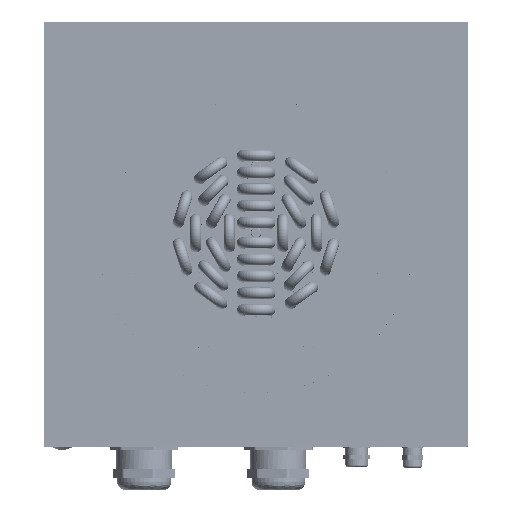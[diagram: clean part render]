
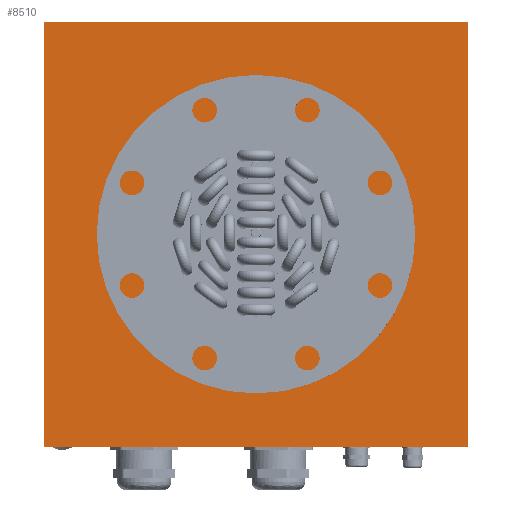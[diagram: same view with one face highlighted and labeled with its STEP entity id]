
A CAD part, top view. The second image highlights one B-rep face of the part: STEP entity #8510.
In plain terms, the highlighted face is planar.
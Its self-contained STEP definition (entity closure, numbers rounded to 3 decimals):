
#3071 = CARTESIAN_POINT ( 'NONE',  ( 188., -190., -4. ) ) ;
#3903 = DIRECTION ( 'NONE',  ( 0., -1., 0. ) ) ;
#5945 = VERTEX_POINT ( 'NONE', #34745 ) ;
#7698 = VERTEX_POINT ( 'NONE', #3071 ) ;
#8510 = ADVANCED_FACE ( 'NONE', ( #75380, #114944 ), #121899, .T. ) ;
#9976 = CIRCLE ( 'NONE', #38033, 2. ) ;
#12111 = CARTESIAN_POINT ( 'NONE',  ( 188., 190., -4. ) ) ;
#12276 = VECTOR ( 'NONE', #54641, 1000. ) ;
#12479 = ORIENTED_EDGE ( 'NONE', *, *, #36232, .F. ) ;
#12657 = LINE ( 'NONE', #108063, #30122 ) ;
#13468 = VERTEX_POINT ( 'NONE', #107013 ) ;
#17038 = CARTESIAN_POINT ( 'NONE',  ( -188., -190., -4. ) ) ;
#20227 = CARTESIAN_POINT ( 'NONE',  ( 190., 188., -4. ) ) ;
#20598 = EDGE_LOOP ( 'NONE', ( #26552, #66999 ) ) ;
#22414 = AXIS2_PLACEMENT_3D ( 'NONE', #72367, #120052, #54729 ) ;
#25275 = CIRCLE ( 'NONE', #91337, 85.15 ) ;
#26552 = ORIENTED_EDGE ( 'NONE', *, *, #63594, .T. ) ;
#26832 = DIRECTION ( 'NONE',  ( 1., 0., 0. ) ) ;
#27704 = EDGE_CURVE ( 'NONE', #33795, #70117, #9976, .T. ) ;
#29682 = ORIENTED_EDGE ( 'NONE', *, *, #27704, .F. ) ;
#30122 = VECTOR ( 'NONE', #3903, 1000. ) ;
#32314 = ORIENTED_EDGE ( 'NONE', *, *, #73856, .F. ) ;
#33795 = VERTEX_POINT ( 'NONE', #113931 ) ;
#34745 = CARTESIAN_POINT ( 'NONE',  ( -190., -188., -4. ) ) ;
#35405 = VERTEX_POINT ( 'NONE', #85281 ) ;
#35474 = VERTEX_POINT ( 'NONE', #90119 ) ;
#36232 = EDGE_CURVE ( 'NONE', #70117, #5945, #12657, .T. ) ;
#37822 = DIRECTION ( 'NONE',  ( 0., 0., 1. ) ) ;
#38033 = AXIS2_PLACEMENT_3D ( 'NONE', #97595, #118304, #71211 ) ;
#38414 = LINE ( 'NONE', #20227, #84178 ) ;
#41511 = VERTEX_POINT ( 'NONE', #12111 ) ;
#42416 = CIRCLE ( 'NONE', #22414, 2. ) ;
#44991 = ORIENTED_EDGE ( 'NONE', *, *, #80929, .F. ) ;
#47506 = CARTESIAN_POINT ( 'NONE',  ( -188., 190., -4. ) ) ;
#47762 = EDGE_CURVE ( 'NONE', #41511, #33795, #65103, .T. ) ;
#49612 = DIRECTION ( 'NONE',  ( 0., 1., 0. ) ) ;
#53422 = EDGE_CURVE ( 'NONE', #35405, #7698, #110576, .T. ) ;
#54641 = DIRECTION ( 'NONE',  ( 1., 0., 0. ) ) ;
#54729 = DIRECTION ( 'NONE',  ( 1., 0., 0. ) ) ;
#56585 = CARTESIAN_POINT ( 'NONE',  ( 188., 188., -4. ) ) ;
#57779 = CARTESIAN_POINT ( 'NONE',  ( 0., 0., -4. ) ) ;
#59630 = DIRECTION ( 'NONE',  ( 0., 0., 1. ) ) ;
#62151 = EDGE_CURVE ( 'NONE', #5945, #35405, #72471, .T. ) ;
#62597 = DIRECTION ( 'NONE',  ( 0., 0., 1. ) ) ;
#63594 = EDGE_CURVE ( 'NONE', #84851, #35474, #86747, .T. ) ;
#65103 = LINE ( 'NONE', #47506, #109246 ) ;
#66333 = EDGE_CURVE ( 'NONE', #35474, #84851, #25275, .T. ) ;
#66434 = AXIS2_PLACEMENT_3D ( 'NONE', #72900, #73517, #123075 ) ;
#66999 = ORIENTED_EDGE ( 'NONE', *, *, #66333, .T. ) ;
#70117 = VERTEX_POINT ( 'NONE', #100262 ) ;
#71211 = DIRECTION ( 'NONE',  ( 1., 0., 0. ) ) ;
#72367 = CARTESIAN_POINT ( 'NONE',  ( 188., -188., -4. ) ) ;
#72471 = CIRCLE ( 'NONE', #66434, 2. ) ;
#72900 = CARTESIAN_POINT ( 'NONE',  ( -188., -188., -4. ) ) ;
#73517 = DIRECTION ( 'NONE',  ( 0., 0., 1. ) ) ;
#73577 = AXIS2_PLACEMENT_3D ( 'NONE', #123757, #37822, #106791 ) ;
#73856 = EDGE_CURVE ( 'NONE', #7698, #111778, #42416, .T. ) ;
#73929 = DIRECTION ( 'NONE',  ( -1., 0., 0. ) ) ;
#74075 = AXIS2_PLACEMENT_3D ( 'NONE', #56585, #103695, #113707 ) ;
#74459 = CARTESIAN_POINT ( 'NONE',  ( 0., 0., -4. ) ) ;
#75380 = FACE_BOUND ( 'NONE', #20598, .T. ) ;
#78387 = EDGE_CURVE ( 'NONE', #13468, #41511, #105663, .T. ) ;
#80929 = EDGE_CURVE ( 'NONE', #111778, #13468, #38414, .T. ) ;
#84178 = VECTOR ( 'NONE', #49612, 1000. ) ;
#84851 = VERTEX_POINT ( 'NONE', #120652 ) ;
#85281 = CARTESIAN_POINT ( 'NONE',  ( -188., -190., -4. ) ) ;
#86127 = EDGE_LOOP ( 'NONE', ( #94465, #44991, #32314, #111490, #100184, #12479, #29682, #104770 ) ) ;
#86747 = CIRCLE ( 'NONE', #102805, 85.15 ) ;
#90119 = CARTESIAN_POINT ( 'NONE',  ( -85.15, 0., -4. ) ) ;
#91337 = AXIS2_PLACEMENT_3D ( 'NONE', #57779, #59630, #115504 ) ;
#94465 = ORIENTED_EDGE ( 'NONE', *, *, #78387, .F. ) ;
#97595 = CARTESIAN_POINT ( 'NONE',  ( -188., 188., -4. ) ) ;
#100184 = ORIENTED_EDGE ( 'NONE', *, *, #62151, .F. ) ;
#100262 = CARTESIAN_POINT ( 'NONE',  ( -190., 188., -4. ) ) ;
#102805 = AXIS2_PLACEMENT_3D ( 'NONE', #74459, #62597, #26832 ) ;
#103695 = DIRECTION ( 'NONE',  ( 0., 0., -1. ) ) ;
#104770 = ORIENTED_EDGE ( 'NONE', *, *, #47762, .F. ) ;
#105663 = CIRCLE ( 'NONE', #73577, 2. ) ;
#106791 = DIRECTION ( 'NONE',  ( -1., 0., 0. ) ) ;
#107013 = CARTESIAN_POINT ( 'NONE',  ( 190., 188., -4. ) ) ;
#108063 = CARTESIAN_POINT ( 'NONE',  ( -190., 188., -4. ) ) ;
#108769 = CARTESIAN_POINT ( 'NONE',  ( 190., -188., -4. ) ) ;
#109246 = VECTOR ( 'NONE', #73929, 1000. ) ;
#110576 = LINE ( 'NONE', #17038, #12276 ) ;
#111490 = ORIENTED_EDGE ( 'NONE', *, *, #53422, .F. ) ;
#111778 = VERTEX_POINT ( 'NONE', #108769 ) ;
#113707 = DIRECTION ( 'NONE',  ( -1., 0., 0. ) ) ;
#113931 = CARTESIAN_POINT ( 'NONE',  ( -188., 190., -4. ) ) ;
#114944 = FACE_OUTER_BOUND ( 'NONE', #86127, .T. ) ;
#115504 = DIRECTION ( 'NONE',  ( 1., 0., 0. ) ) ;
#118304 = DIRECTION ( 'NONE',  ( 0., 0., 1. ) ) ;
#120052 = DIRECTION ( 'NONE',  ( 0., 0., 1. ) ) ;
#120652 = CARTESIAN_POINT ( 'NONE',  ( 85.15, 0., -4. ) ) ;
#121899 = PLANE ( 'NONE',  #74075 ) ;
#123075 = DIRECTION ( 'NONE',  ( 1., 0., 0. ) ) ;
#123757 = CARTESIAN_POINT ( 'NONE',  ( 188., 188., -4. ) ) ;
